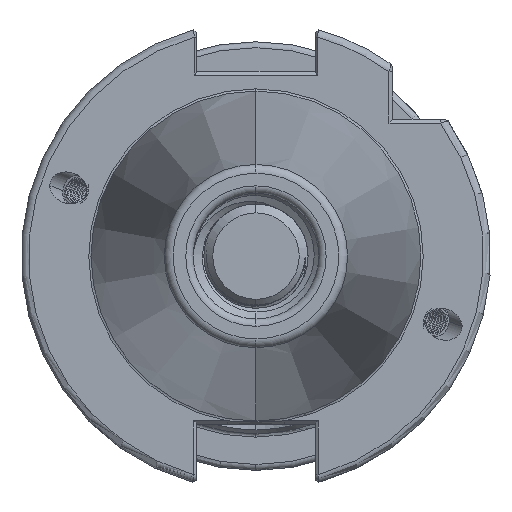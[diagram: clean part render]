
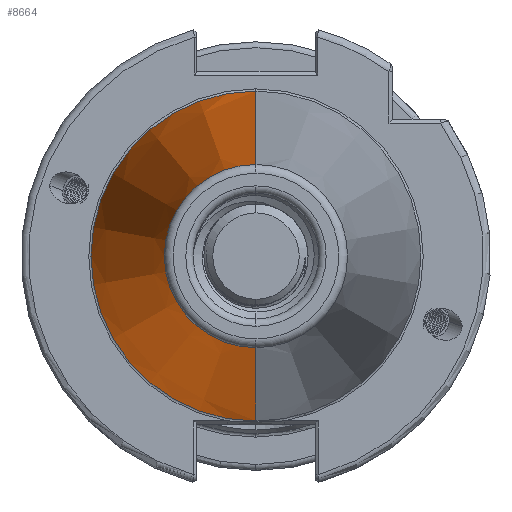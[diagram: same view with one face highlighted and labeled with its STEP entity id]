
A CAD part, left-side view. The second image highlights one B-rep face of the part: STEP entity #8664.
In plain terms, the highlighted conical face has half-angle 8.297 degrees and reference radius 22.692 mm.
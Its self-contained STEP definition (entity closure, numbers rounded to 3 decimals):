
#478 = CARTESIAN_POINT ( 'NONE',  ( 0., 0., 22.692 ) ) ;
#483 = DIRECTION ( 'NONE',  ( 0.99, 0., 0.144 ) ) ;
#857 = EDGE_CURVE ( 'NONE', #1481, #1366, #18451, .T. ) ;
#898 = EDGE_CURVE ( 'NONE', #1450, #1445, #18522, .T. ) ;
#1366 = VERTEX_POINT ( 'NONE', #2744 ) ;
#1445 = VERTEX_POINT ( 'NONE', #2831 ) ;
#1450 = VERTEX_POINT ( 'NONE', #2795 ) ;
#1481 = VERTEX_POINT ( 'NONE', #2812 ) ;
#2744 = CARTESIAN_POINT ( 'NONE',  ( -2.5, 0., -22.327 ) ) ;
#2795 = CARTESIAN_POINT ( 'NONE',  ( -70.573, 0., 12.4 ) ) ;
#2812 = CARTESIAN_POINT ( 'NONE',  ( -70.573, 0., -12.4 ) ) ;
#2831 = CARTESIAN_POINT ( 'NONE',  ( -2.5, 0., 22.327 ) ) ;
#5526 = DIRECTION ( 'NONE',  ( 0.99, 0., -0.144 ) ) ;
#5551 = CARTESIAN_POINT ( 'NONE',  ( 0., 0., -22.692 ) ) ;
#5552 = EDGE_LOOP ( 'NONE', ( #23441, #23364, #23365, #23396 ) ) ;
#7575 = AXIS2_PLACEMENT_3D ( 'NONE', #8534, #8590, #8599 ) ;
#7638 = AXIS2_PLACEMENT_3D ( 'NONE', #11261, #11263, #11275 ) ;
#7687 = AXIS2_PLACEMENT_3D ( 'NONE', #11371, #11372, #11389 ) ;
#8534 = CARTESIAN_POINT ( 'NONE',  ( 0., 0., 0. ) ) ;
#8590 = DIRECTION ( 'NONE',  ( 1., 0., 0. ) ) ;
#8599 = DIRECTION ( 'NONE',  ( 0., 0., -1. ) ) ;
#8664 = ADVANCED_FACE ( 'NONE', ( #18959 ), #18969, .T. ) ;
#11261 = CARTESIAN_POINT ( 'NONE',  ( -70.573, 0., 0. ) ) ;
#11263 = DIRECTION ( 'NONE',  ( 1., 0., 0. ) ) ;
#11275 = DIRECTION ( 'NONE',  ( 0., 0., 1. ) ) ;
#11371 = CARTESIAN_POINT ( 'NONE',  ( -2.5, 0., 0. ) ) ;
#11372 = DIRECTION ( 'NONE',  ( 1., 0., 0. ) ) ;
#11389 = DIRECTION ( 'NONE',  ( 0., 0., -1. ) ) ;
#11985 = CIRCLE ( 'NONE', #7638, 12.4 ) ;
#12053 = CIRCLE ( 'NONE', #7687, 22.327 ) ;
#15347 = EDGE_CURVE ( 'NONE', #1481, #1450, #11985, .T. ) ;
#15383 = EDGE_CURVE ( 'NONE', #1366, #1445, #12053, .T. ) ;
#18424 = VECTOR ( 'NONE', #5526, 1000. ) ;
#18451 = LINE ( 'NONE', #5551, #18424 ) ;
#18522 = LINE ( 'NONE', #478, #18528 ) ;
#18528 = VECTOR ( 'NONE', #483, 1000. ) ;
#18959 = FACE_OUTER_BOUND ( 'NONE', #5552, .T. ) ;
#18969 = CONICAL_SURFACE ( 'NONE', #7575, 22.692, 0.145 ) ;
#23364 = ORIENTED_EDGE ( 'NONE', *, *, #898, .T. ) ;
#23365 = ORIENTED_EDGE ( 'NONE', *, *, #15383, .F. ) ;
#23396 = ORIENTED_EDGE ( 'NONE', *, *, #857, .F. ) ;
#23441 = ORIENTED_EDGE ( 'NONE', *, *, #15347, .T. ) ;
